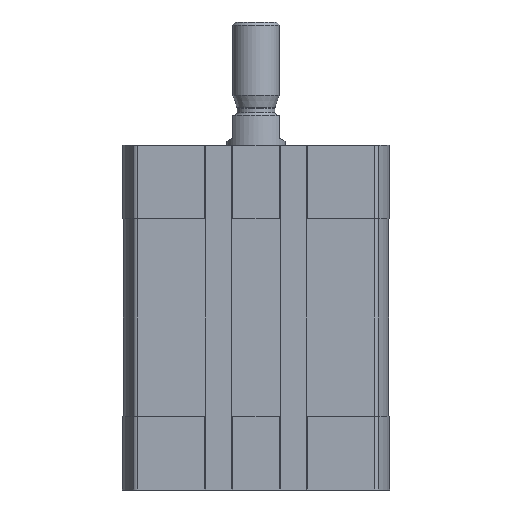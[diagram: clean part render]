
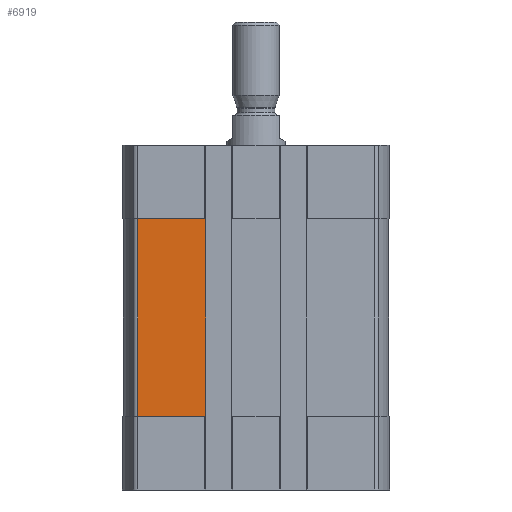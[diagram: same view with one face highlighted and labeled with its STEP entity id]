
A CAD part, left-side view. The second image highlights one B-rep face of the part: STEP entity #6919.
In plain terms, the highlighted planar face has unit normal (-1, 0, 0).
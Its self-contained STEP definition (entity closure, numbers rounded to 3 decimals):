
#101=PLANE('',#7575);
#719=LINE('',#11281,#1279);
#751=LINE('',#11402,#1311);
#752=LINE('',#11404,#1312);
#753=LINE('',#11405,#1313);
#1279=VECTOR('',#8920,1000.);
#1311=VECTOR('',#9048,1000.);
#1312=VECTOR('',#9051,1000.);
#1313=VECTOR('',#9052,1000.);
#2535=ORIENTED_EDGE('',*,*,#4168,.F.);
#2536=ORIENTED_EDGE('',*,*,#4167,.F.);
#2537=ORIENTED_EDGE('',*,*,#4169,.T.);
#2538=ORIENTED_EDGE('',*,*,#4107,.F.);
#4107=EDGE_CURVE('',#4967,#4775,#719,.T.);
#4167=EDGE_CURVE('',#5010,#5009,#751,.T.);
#4168=EDGE_CURVE('',#5009,#4967,#752,.T.);
#4169=EDGE_CURVE('',#5010,#4775,#753,.T.);
#4775=VERTEX_POINT('',#10690);
#4967=VERTEX_POINT('',#11274);
#5009=VERTEX_POINT('',#11399);
#5010=VERTEX_POINT('',#11401);
#5800=EDGE_LOOP('',(#2535,#2536,#2537,#2538));
#6308=FACE_BOUND('',#5800,.T.);
#6919=ADVANCED_FACE('',(#6308),#101,.T.);
#7575=AXIS2_PLACEMENT_3D('',#11403,#9049,#9050);
#8920=DIRECTION('',(0.,0.,-1.));
#9048=DIRECTION('',(0.,0.,1.));
#9049=DIRECTION('',(-1.,0.,0.));
#9050=DIRECTION('',(0.,0.,1.));
#9051=DIRECTION('',(0.,-1.,0.));
#9052=DIRECTION('',(0.,-1.,0.));
#10690=CARTESIAN_POINT('',(-27.05,10.3,-55.4));
#11274=CARTESIAN_POINT('',(-27.05,10.3,-15.));
#11281=CARTESIAN_POINT('',(-27.05,10.3,-70.4));
#11399=CARTESIAN_POINT('',(-27.05,24.113,-15.));
#11401=CARTESIAN_POINT('',(-27.05,24.113,-55.4));
#11402=CARTESIAN_POINT('',(-27.05,24.113,-55.4));
#11403=CARTESIAN_POINT('',(-27.05,24.113,-55.4));
#11404=CARTESIAN_POINT('',(-27.05,24.113,-15.));
#11405=CARTESIAN_POINT('',(-27.05,24.113,-55.4));
